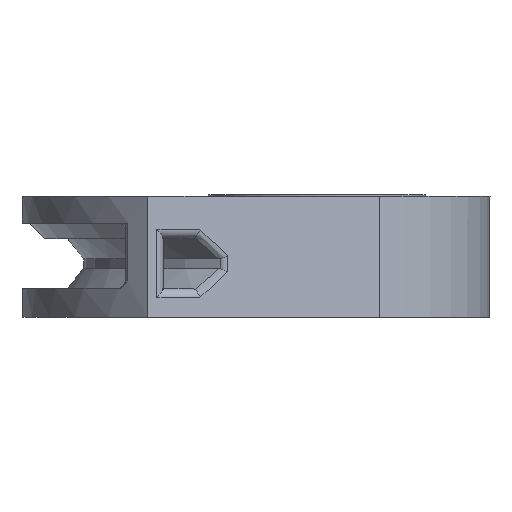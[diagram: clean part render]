
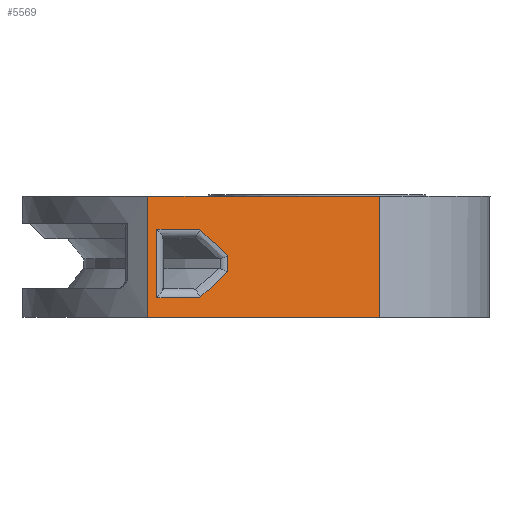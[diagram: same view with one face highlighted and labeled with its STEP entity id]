
A CAD part, front view. The second image highlights one B-rep face of the part: STEP entity #5569.
In plain terms, the highlighted planar face has unit normal (0.342, -0.94, 0).
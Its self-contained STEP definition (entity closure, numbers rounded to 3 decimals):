
#67=B_SPLINE_CURVE_WITH_KNOTS('',3,(#9155,#9156,#9157,#9158),
 .UNSPECIFIED.,.F.,.F.,(4,4),(-0.112,0.016),
 .UNSPECIFIED.);
#78=B_SPLINE_CURVE_WITH_KNOTS('',3,(#9328,#9329,#9330,#9331),
 .UNSPECIFIED.,.F.,.F.,(4,4),(-0.114,0.013),
 .UNSPECIFIED.);
#180=FACE_BOUND('',#973,.T.);
#675=FACE_OUTER_BOUND('',#972,.T.);
#972=EDGE_LOOP('',(#4546,#4547,#4548,#4549));
#973=EDGE_LOOP('',(#4550,#4551,#4552,#4553,#4554,#4555));
#1406=LINE('',#8624,#1944);
#1435=LINE('',#9131,#1973);
#1436=LINE('',#9227,#1974);
#1438=LINE('',#9248,#1976);
#1439=LINE('',#9253,#1977);
#1441=LINE('',#9364,#1979);
#1442=LINE('',#9369,#1980);
#1443=LINE('',#9370,#1981);
#1944=VECTOR('',#7042,10.);
#1973=VECTOR('',#7133,10.);
#1974=VECTOR('',#7138,10.);
#1976=VECTOR('',#7144,10.);
#1977=VECTOR('',#7151,10.);
#1979=VECTOR('',#7155,10.);
#1980=VECTOR('',#7162,10.);
#1981=VECTOR('',#7163,10.);
#2456=VERTEX_POINT('',#8621);
#2457=VERTEX_POINT('',#8623);
#2500=VERTEX_POINT('',#9130);
#2501=VERTEX_POINT('',#9153);
#2502=VERTEX_POINT('',#9154);
#2507=VERTEX_POINT('',#9226);
#2510=VERTEX_POINT('',#9247);
#2511=VERTEX_POINT('',#9252);
#2515=VERTEX_POINT('',#9327);
#2517=VERTEX_POINT('',#9368);
#3145=EDGE_CURVE('',#2457,#2456,#1406,.T.);
#3214=EDGE_CURVE('',#2457,#2500,#1435,.T.);
#3216=EDGE_CURVE('',#2501,#2502,#67,.T.);
#3222=EDGE_CURVE('',#2502,#2507,#1436,.T.);
#3226=EDGE_CURVE('',#2507,#2510,#1438,.T.);
#3229=EDGE_CURVE('',#2510,#2511,#1439,.T.);
#3234=EDGE_CURVE('',#2511,#2515,#78,.T.);
#3238=EDGE_CURVE('',#2515,#2501,#1441,.T.);
#3240=EDGE_CURVE('',#2456,#2517,#1442,.T.);
#3241=EDGE_CURVE('',#2500,#2517,#1443,.T.);
#4546=ORIENTED_EDGE('',*,*,#3214,.F.);
#4547=ORIENTED_EDGE('',*,*,#3145,.T.);
#4548=ORIENTED_EDGE('',*,*,#3240,.T.);
#4549=ORIENTED_EDGE('',*,*,#3241,.F.);
#4550=ORIENTED_EDGE('',*,*,#3216,.F.);
#4551=ORIENTED_EDGE('',*,*,#3238,.F.);
#4552=ORIENTED_EDGE('',*,*,#3234,.F.);
#4553=ORIENTED_EDGE('',*,*,#3229,.F.);
#4554=ORIENTED_EDGE('',*,*,#3226,.F.);
#4555=ORIENTED_EDGE('',*,*,#3222,.F.);
#5337=PLANE('',#6017);
#5569=ADVANCED_FACE('',(#675,#180),#5337,.T.);
#6017=AXIS2_PLACEMENT_3D('',#9367,#7160,#7161);
#7042=DIRECTION('',(0.94,0.342,0.));
#7133=DIRECTION('',(0.,0.,1.));
#7138=DIRECTION('',(-0.94,-0.342,0.));
#7144=DIRECTION('',(0.,0.,-1.));
#7151=DIRECTION('',(0.94,0.342,0.));
#7155=DIRECTION('',(0.,0.,1.));
#7160=DIRECTION('center_axis',(0.342,-0.94,0.));
#7161=DIRECTION('ref_axis',(0.94,0.342,0.));
#7162=DIRECTION('',(0.,0.,1.));
#7163=DIRECTION('',(0.94,0.342,0.));
#8621=CARTESIAN_POINT('',(5.625,-5.088,0.));
#8623=CARTESIAN_POINT('',(-1.828,-7.8,0.));
#8624=CARTESIAN_POINT('',(-5.429,-9.111,0.));
#9130=CARTESIAN_POINT('',(-1.828,-7.8,3.9));
#9131=CARTESIAN_POINT('',(-1.828,-7.8,0.));
#9153=CARTESIAN_POINT('',(0.741,-6.865,1.986));
#9154=CARTESIAN_POINT('',(-0.159,-7.193,2.833));
#9155=CARTESIAN_POINT('Ctrl Pts',(0.741,-6.865,1.986));
#9156=CARTESIAN_POINT('Ctrl Pts',(0.441,-6.974,2.269));
#9157=CARTESIAN_POINT('Ctrl Pts',(0.141,-7.084,2.551));
#9158=CARTESIAN_POINT('Ctrl Pts',(-0.159,-7.193,
2.833));
#9226=CARTESIAN_POINT('',(-1.537,-7.695,2.833));
#9227=CARTESIAN_POINT('',(1.,-6.771,2.833));
#9247=CARTESIAN_POINT('',(-1.537,-7.695,0.634));
#9248=CARTESIAN_POINT('',(-1.537,-7.695,0.));
#9252=CARTESIAN_POINT('',(-0.157,-7.192,0.634));
#9253=CARTESIAN_POINT('',(1.345,-6.645,0.634));
#9327=CARTESIAN_POINT('',(0.741,-6.865,1.466));
#9328=CARTESIAN_POINT('Ctrl Pts',(-0.157,-7.192,
0.634));
#9329=CARTESIAN_POINT('Ctrl Pts',(0.143,-7.083,0.911));
#9330=CARTESIAN_POINT('Ctrl Pts',(0.442,-6.974,1.188));
#9331=CARTESIAN_POINT('Ctrl Pts',(0.741,-6.865,1.466));
#9364=CARTESIAN_POINT('',(0.741,-6.865,1.727));
#9367=CARTESIAN_POINT('Origin',(-1.828,-7.8,0.));
#9368=CARTESIAN_POINT('',(5.625,-5.088,3.9));
#9369=CARTESIAN_POINT('',(5.625,-5.088,0.));
#9370=CARTESIAN_POINT('',(-5.429,-9.111,3.9));
